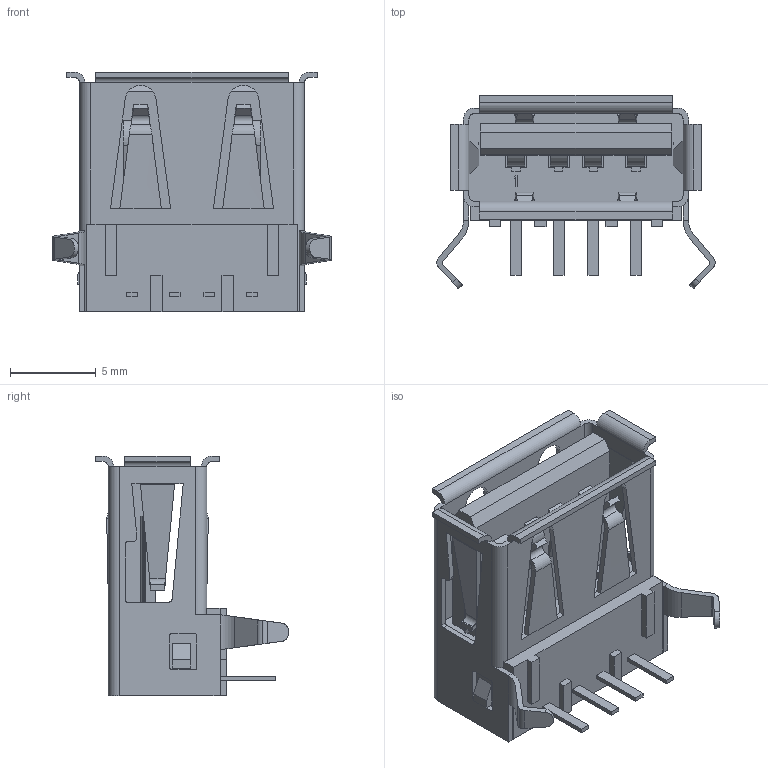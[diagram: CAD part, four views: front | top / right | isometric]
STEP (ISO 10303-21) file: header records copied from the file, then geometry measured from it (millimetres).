
FILE_DESCRIPTION(('STEP AP214'),'1');
FILE_NAME('72w2538_292303-4.stp','2017-05-21T22:11:29',('TraceParts'),('TraceParts S.A.'),'Spatial InterOp 3D',' ',' ');
FILE_SCHEMA(('automotive_design'));
Length unit declared in the file: millimetre
Products named in the file (1): 72w2538_292303-4
Bounding box: 16.23 x 11.28 x 14 mm (x, y, z)
Volume: 699.8 mm3; surface area: 1332 mm2
Topology: 1 solids, 1 shells, 428 faces, 1113 edges, 702 vertices
Faces by surface type: plane 294, cylinder 86, bspline 46, extrusion 2
Entity records: 14046 total; most frequent: CARTESIAN_POINT 3878, ORIENTED_EDGE 2226, DIRECTION 1849, EDGE_CURVE 1113, VECTOR 879, LINE 877, VERTEX_POINT 702, AXIS2_PLACEMENT_3D 485
